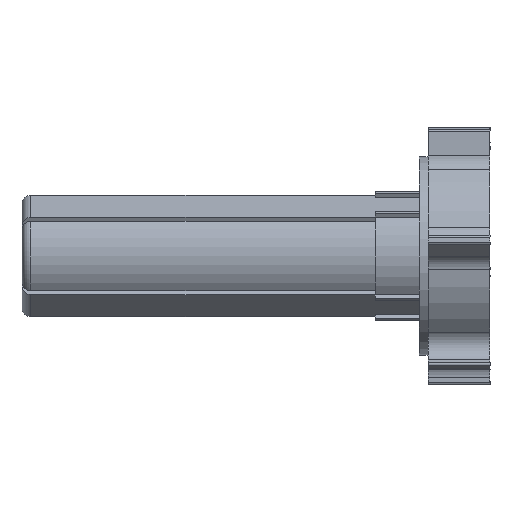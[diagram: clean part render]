
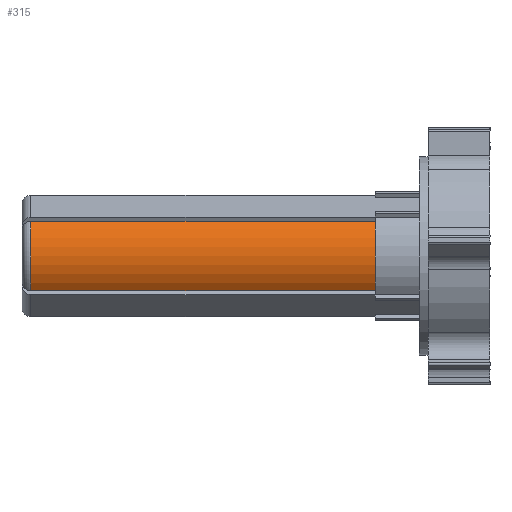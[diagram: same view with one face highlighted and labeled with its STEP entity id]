
A CAD part, left-side view. The second image highlights one B-rep face of the part: STEP entity #315.
In plain terms, the highlighted cylindrical face has radius 13 mm (diameter 26 mm), a partial arc.
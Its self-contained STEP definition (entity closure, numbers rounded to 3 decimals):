
#1 = ORIENTED_EDGE ( 'NONE', *, *, #2187, .F. ) ;
#134 = AXIS2_PLACEMENT_3D ( 'NONE', #3638, #1467, #880 ) ;
#200 = CYLINDRICAL_SURFACE ( 'NONE', #134, 13. ) ;
#258 = CIRCLE ( 'NONE', #3054, 13. ) ;
#315 = ADVANCED_FACE ( 'NONE', ( #2072 ), #200, .T. ) ;
#340 = DIRECTION ( 'NONE',  ( 0., -1., 0. ) ) ;
#417 = EDGE_CURVE ( 'NONE', #2880, #886, #258, .T. ) ;
#492 = ORIENTED_EDGE ( 'NONE', *, *, #417, .T. ) ;
#588 = VECTOR ( 'NONE', #340, 1000. ) ;
#679 = CARTESIAN_POINT ( 'NONE',  ( 0., 110., 0. ) ) ;
#780 = CIRCLE ( 'NONE', #3252, 13. ) ;
#880 = DIRECTION ( 'NONE',  ( 0., 0., -1. ) ) ;
#883 = CARTESIAN_POINT ( 'NONE',  ( -10.33, 32., 7.892 ) ) ;
#886 = VERTEX_POINT ( 'NONE', #1569 ) ;
#983 = DIRECTION ( 'NONE',  ( 0., 0., -1. ) ) ;
#993 = VERTEX_POINT ( 'NONE', #3853 ) ;
#1181 = LINE ( 'NONE', #3756, #1623 ) ;
#1198 = LINE ( 'NONE', #2724, #588 ) ;
#1247 = DIRECTION ( 'NONE',  ( 0., -1., 0. ) ) ;
#1270 = EDGE_CURVE ( 'NONE', #2880, #2667, #1198, .T. ) ;
#1308 = EDGE_CURVE ( 'NONE', #886, #993, #1181, .T. ) ;
#1397 = DIRECTION ( 'NONE',  ( 0., 0., -1. ) ) ;
#1439 = ORIENTED_EDGE ( 'NONE', *, *, #1308, .T. ) ;
#1467 = DIRECTION ( 'NONE',  ( 0., -1., 0. ) ) ;
#1569 = CARTESIAN_POINT ( 'NONE',  ( -10.33, 110., -7.892 ) ) ;
#1616 = DIRECTION ( 'NONE',  ( 0., -1., 0. ) ) ;
#1623 = VECTOR ( 'NONE', #1616, 1000. ) ;
#1985 = CARTESIAN_POINT ( 'NONE',  ( -10.33, 110., 7.892 ) ) ;
#2072 = FACE_OUTER_BOUND ( 'NONE', #2726, .T. ) ;
#2187 = EDGE_CURVE ( 'NONE', #2667, #993, #780, .T. ) ;
#2281 = DIRECTION ( 'NONE',  ( 0., -1., 0. ) ) ;
#2667 = VERTEX_POINT ( 'NONE', #883 ) ;
#2724 = CARTESIAN_POINT ( 'NONE',  ( -10.33, 22., 7.892 ) ) ;
#2726 = EDGE_LOOP ( 'NONE', ( #492, #1439, #1, #3350 ) ) ;
#2880 = VERTEX_POINT ( 'NONE', #1985 ) ;
#3054 = AXIS2_PLACEMENT_3D ( 'NONE', #679, #1247, #983 ) ;
#3252 = AXIS2_PLACEMENT_3D ( 'NONE', #3545, #2281, #1397 ) ;
#3350 = ORIENTED_EDGE ( 'NONE', *, *, #1270, .F. ) ;
#3545 = CARTESIAN_POINT ( 'NONE',  ( 0., 32., 0. ) ) ;
#3638 = CARTESIAN_POINT ( 'NONE',  ( 0., 22., 0. ) ) ;
#3756 = CARTESIAN_POINT ( 'NONE',  ( -10.33, 22., -7.892 ) ) ;
#3853 = CARTESIAN_POINT ( 'NONE',  ( -10.33, 32., -7.892 ) ) ;
